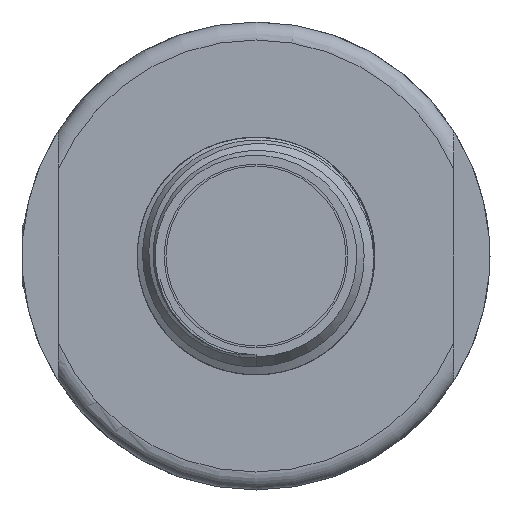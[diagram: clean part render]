
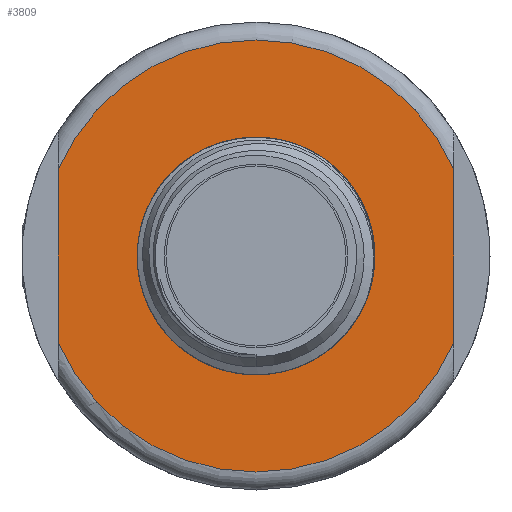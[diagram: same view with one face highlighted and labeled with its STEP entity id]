
A CAD part, left-side view. The second image highlights one B-rep face of the part: STEP entity #3809.
In plain terms, the highlighted planar face has unit normal (-1, 0, 0).
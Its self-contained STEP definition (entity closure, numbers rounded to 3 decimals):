
#143=PLANE('',#4345);
#194=FACE_BOUND('',#1236,.T.);
#501=LINE('',#15225,#649);
#502=LINE('',#15226,#650);
#649=VECTOR('',#5434,1000.);
#650=VECTOR('',#5435,1000.);
#982=FACE_OUTER_BOUND('',#1235,.T.);
#1235=EDGE_LOOP('',(#3522,#3523,#3524,#3525));
#1236=EDGE_LOOP('',(#3526,#3527));
#1472=CIRCLE('',#4286,5.5);
#1473=CIRCLE('',#4287,5.5);
#1506=CIRCLE('',#4339,12.);
#1507=CIRCLE('',#4342,12.);
#1867=VERTEX_POINT('',#14487);
#1868=VERTEX_POINT('',#14489);
#1919=VERTEX_POINT('',#15096);
#1920=VERTEX_POINT('',#15109);
#1921=VERTEX_POINT('',#15193);
#1922=VERTEX_POINT('',#15206);
#2386=EDGE_CURVE('',#1867,#1868,#1472,.T.);
#2387=EDGE_CURVE('',#1868,#1867,#1473,.T.);
#2459=EDGE_CURVE('',#1920,#1919,#1506,.T.);
#2464=EDGE_CURVE('',#1922,#1921,#1507,.T.);
#2468=EDGE_CURVE('',#1921,#1920,#501,.T.);
#2469=EDGE_CURVE('',#1922,#1919,#502,.T.);
#3522=ORIENTED_EDGE('',*,*,#2464,.T.);
#3523=ORIENTED_EDGE('',*,*,#2468,.T.);
#3524=ORIENTED_EDGE('',*,*,#2459,.T.);
#3525=ORIENTED_EDGE('',*,*,#2469,.F.);
#3526=ORIENTED_EDGE('',*,*,#2387,.F.);
#3527=ORIENTED_EDGE('',*,*,#2386,.F.);
#3809=ADVANCED_FACE('',(#982,#194),#143,.F.);
#4286=AXIS2_PLACEMENT_3D('',#14490,#5297,#5298);
#4287=AXIS2_PLACEMENT_3D('',#14491,#5299,#5300);
#4339=AXIS2_PLACEMENT_3D('',#15110,#5419,#5420);
#4342=AXIS2_PLACEMENT_3D('',#15207,#5425,#5426);
#4345=AXIS2_PLACEMENT_3D('',#15224,#5432,#5433);
#5297=DIRECTION('center_axis',(-1.,0.,0.));
#5298=DIRECTION('ref_axis',(0.,0.,
-1.));
#5299=DIRECTION('center_axis',(-1.,0.,0.));
#5300=DIRECTION('ref_axis',(0.,0.,
-1.));
#5419=DIRECTION('center_axis',(-1.,0.,0.));
#5420=DIRECTION('ref_axis',(0.,0.,
-1.));
#5425=DIRECTION('center_axis',(-1.,0.,0.));
#5426=DIRECTION('ref_axis',(0.,0.,
-1.));
#5432=DIRECTION('center_axis',(1.,0.,0.));
#5433=DIRECTION('ref_axis',(0.,0.,
1.));
#5434=DIRECTION('',(0.,0.,-1.));
#5435=DIRECTION('',(0.,0.,-1.));
#14487=CARTESIAN_POINT('',(-9.802,0.,5.5));
#14489=CARTESIAN_POINT('',(-9.802,0.,-5.5));
#14490=CARTESIAN_POINT('Origin',(-9.802,0.,
0.));
#14491=CARTESIAN_POINT('Origin',(-9.802,0.,
0.));
#15096=CARTESIAN_POINT('',(-9.802,-11.,-4.796));
#15109=CARTESIAN_POINT('',(-9.802,11.,-4.796));
#15110=CARTESIAN_POINT('Origin',(-9.802,0.,
0.));
#15193=CARTESIAN_POINT('',(-9.802,11.,4.796));
#15206=CARTESIAN_POINT('',(-9.802,-11.,4.796));
#15207=CARTESIAN_POINT('Origin',(-9.802,0.,
0.));
#15224=CARTESIAN_POINT('Origin',(-9.802,-5.5,0.));
#15225=CARTESIAN_POINT('',(-9.802,11.,10.));
#15226=CARTESIAN_POINT('',(-9.802,-11.,10.));
